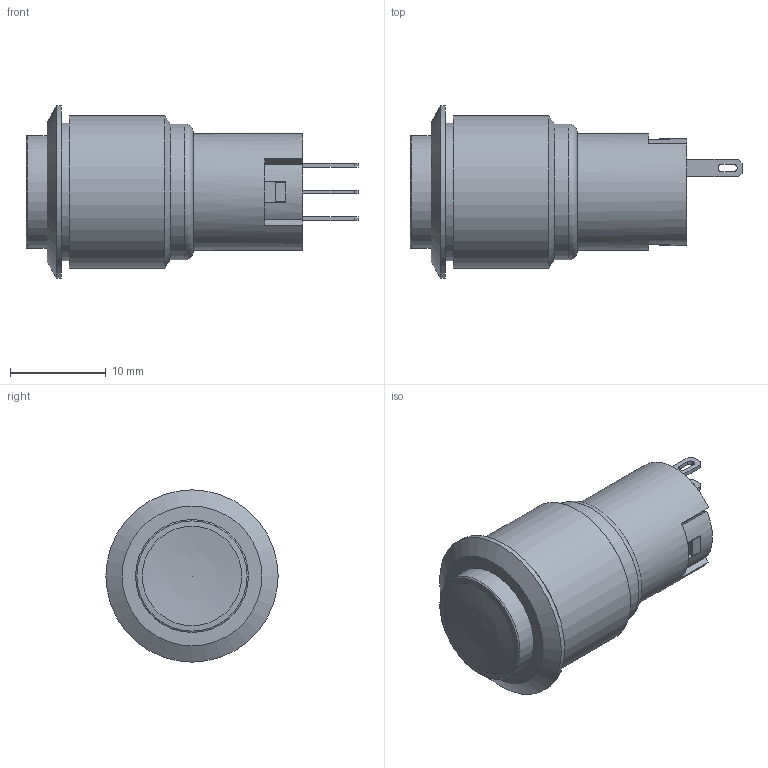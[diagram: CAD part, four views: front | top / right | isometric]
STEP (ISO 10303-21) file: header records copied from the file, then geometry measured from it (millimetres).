
FILE_DESCRIPTION(/* description */ (''),/* implementation_level */ '2;1');
FILE_NAME(/* name */ 'PV3SC2B0xx.stp',/* time_stamp */ '2025-05-28T13:41:02-05:00',/* author */ ('mroman'),/* organization */ (''),/* preprocessor_version */ 'ST-DEVELOPER v18.1',/* originating_system */ 'Autodesk Inventor 2022',/* authorisation */ '');
FILE_SCHEMA (('AUTOMOTIVE_DESIGN { 1 0 10303 214 3 1 1 }'));
Length unit declared in the file: centimetre
Products named in the file (1): PV3SC2B0xx
Bounding box: 34.7 x 18 x 18 mm (x, y, z)
Volume: 3021.6 mm3; surface area: 2709.4 mm2
Topology: 1 solids, 2 shells, 317 faces, 833 edges, 551 vertices
Faces by surface type: plane 218, bspline 68, cylinder 24, cone 3, torus 2, sphere 2
Full cylindrical faces by diameter (mm): 10.8 x1, 11.8 x2, 12.2 x1, 14.16 x1, 14.37 x1, 15.9 x1, 18 x1
Entity records: 10216 total; most frequent: CARTESIAN_POINT 2699, ORIENTED_EDGE 1662, DIRECTION 1282, EDGE_CURVE 831, LINE 608, VECTOR 608, VERTEX_POINT 551, EDGE_LOOP 364
